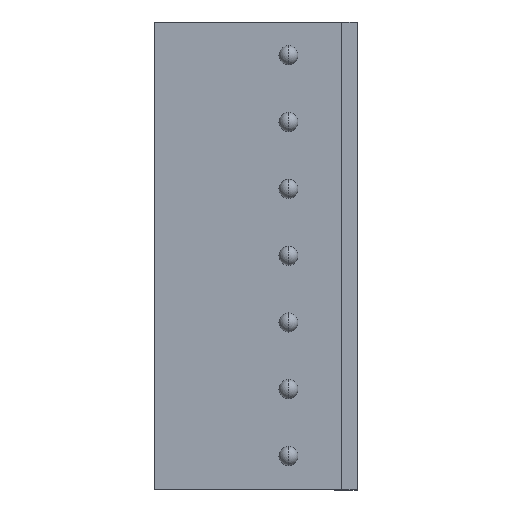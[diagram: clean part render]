
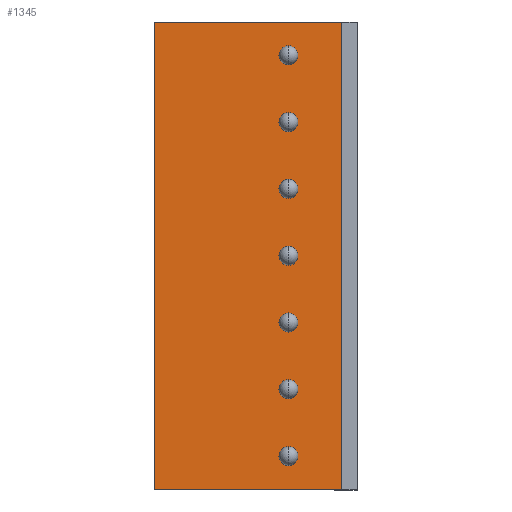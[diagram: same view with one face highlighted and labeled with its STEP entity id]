
A CAD part, top view. The second image highlights one B-rep face of the part: STEP entity #1345.
In plain terms, the highlighted planar face has unit normal (0, 0, 1).
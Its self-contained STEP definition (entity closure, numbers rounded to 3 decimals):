
#1=DIRECTION('',(1.,0.,0.));
#2=VECTOR('',#1,9.8);
#3=CARTESIAN_POINT('',(0.,0.,0.));
#4=LINE('',#3,#2);
#33=DIRECTION('',(0.,1.,0.));
#34=VECTOR('',#33,24.5);
#35=CARTESIAN_POINT('',(0.,0.,0.));
#36=LINE('',#35,#34);
#37=CARTESIAN_POINT('',(7.,22.75,0.));
#38=DIRECTION('',(0.,0.,1.));
#39=DIRECTION('',(0.,-1.,0.));
#40=AXIS2_PLACEMENT_3D('',#37,#38,#39);
#42=CARTESIAN_POINT('',(7.,22.75,0.));
#43=DIRECTION('',(0.,0.,1.));
#44=DIRECTION('',(0.,1.,0.));
#45=AXIS2_PLACEMENT_3D('',#42,#43,#44);
#47=CARTESIAN_POINT('',(7.,19.25,0.));
#48=DIRECTION('',(0.,0.,1.));
#49=DIRECTION('',(0.,-1.,0.));
#50=AXIS2_PLACEMENT_3D('',#47,#48,#49);
#52=CARTESIAN_POINT('',(7.,19.25,0.));
#53=DIRECTION('',(0.,0.,1.));
#54=DIRECTION('',(0.,1.,0.));
#55=AXIS2_PLACEMENT_3D('',#52,#53,#54);
#57=CARTESIAN_POINT('',(7.,15.75,0.));
#58=DIRECTION('',(0.,0.,1.));
#59=DIRECTION('',(0.,-1.,0.));
#60=AXIS2_PLACEMENT_3D('',#57,#58,#59);
#62=CARTESIAN_POINT('',(7.,15.75,0.));
#63=DIRECTION('',(0.,0.,1.));
#64=DIRECTION('',(0.,1.,0.));
#65=AXIS2_PLACEMENT_3D('',#62,#63,#64);
#67=CARTESIAN_POINT('',(7.,12.25,0.));
#68=DIRECTION('',(0.,0.,1.));
#69=DIRECTION('',(0.,-1.,0.));
#70=AXIS2_PLACEMENT_3D('',#67,#68,#69);
#72=CARTESIAN_POINT('',(7.,12.25,0.));
#73=DIRECTION('',(0.,0.,1.));
#74=DIRECTION('',(0.,1.,0.));
#75=AXIS2_PLACEMENT_3D('',#72,#73,#74);
#77=CARTESIAN_POINT('',(7.,8.75,0.));
#78=DIRECTION('',(0.,0.,1.));
#79=DIRECTION('',(0.,-1.,0.));
#80=AXIS2_PLACEMENT_3D('',#77,#78,#79);
#82=CARTESIAN_POINT('',(7.,8.75,0.));
#83=DIRECTION('',(0.,0.,1.));
#84=DIRECTION('',(0.,1.,0.));
#85=AXIS2_PLACEMENT_3D('',#82,#83,#84);
#87=CARTESIAN_POINT('',(7.,5.25,0.));
#88=DIRECTION('',(0.,0.,1.));
#89=DIRECTION('',(0.,-1.,0.));
#90=AXIS2_PLACEMENT_3D('',#87,#88,#89);
#92=CARTESIAN_POINT('',(7.,5.25,0.));
#93=DIRECTION('',(0.,0.,1.));
#94=DIRECTION('',(0.,1.,0.));
#95=AXIS2_PLACEMENT_3D('',#92,#93,#94);
#97=CARTESIAN_POINT('',(7.,1.75,0.));
#98=DIRECTION('',(0.,0.,1.));
#99=DIRECTION('',(0.,-1.,0.));
#100=AXIS2_PLACEMENT_3D('',#97,#98,#99);
#102=CARTESIAN_POINT('',(7.,1.75,0.));
#103=DIRECTION('',(0.,0.,1.));
#104=DIRECTION('',(0.,1.,0.));
#105=AXIS2_PLACEMENT_3D('',#102,#103,#104);
#897=DIRECTION('',(0.,1.,0.));
#898=VECTOR('',#897,24.5);
#899=CARTESIAN_POINT('',(9.8,0.,0.));
#900=LINE('',#899,#898);
#901=DIRECTION('',(1.,0.,0.));
#902=VECTOR('',#901,9.8);
#903=CARTESIAN_POINT('',(0.,24.5,0.));
#904=LINE('',#903,#902);
#981=CARTESIAN_POINT('',(0.,0.,0.));
#982=CARTESIAN_POINT('',(9.8,0.,0.));
#983=VERTEX_POINT('',#981);
#984=VERTEX_POINT('',#982);
#997=CARTESIAN_POINT('',(0.,24.5,0.));
#998=CARTESIAN_POINT('',(9.8,24.5,0.));
#999=VERTEX_POINT('',#997);
#1000=VERTEX_POINT('',#998);
#1013=CARTESIAN_POINT('',(7.,22.25,0.));
#1014=CARTESIAN_POINT('',(7.,23.25,0.));
#1015=VERTEX_POINT('',#1013);
#1016=VERTEX_POINT('',#1014);
#1033=CARTESIAN_POINT('',(7.,18.75,0.));
#1034=CARTESIAN_POINT('',(7.,19.75,0.));
#1035=VERTEX_POINT('',#1033);
#1036=VERTEX_POINT('',#1034);
#1053=CARTESIAN_POINT('',(7.,15.25,0.));
#1054=CARTESIAN_POINT('',(7.,16.25,0.));
#1055=VERTEX_POINT('',#1053);
#1056=VERTEX_POINT('',#1054);
#1073=CARTESIAN_POINT('',(7.,11.75,0.));
#1074=CARTESIAN_POINT('',(7.,12.75,0.));
#1075=VERTEX_POINT('',#1073);
#1076=VERTEX_POINT('',#1074);
#1093=CARTESIAN_POINT('',(7.,8.25,0.));
#1094=CARTESIAN_POINT('',(7.,9.25,0.));
#1095=VERTEX_POINT('',#1093);
#1096=VERTEX_POINT('',#1094);
#1113=CARTESIAN_POINT('',(7.,4.75,0.));
#1114=CARTESIAN_POINT('',(7.,5.75,0.));
#1115=VERTEX_POINT('',#1113);
#1116=VERTEX_POINT('',#1114);
#1133=CARTESIAN_POINT('',(7.,1.25,0.));
#1134=CARTESIAN_POINT('',(7.,2.25,0.));
#1135=VERTEX_POINT('',#1133);
#1136=VERTEX_POINT('',#1134);
#1289=CARTESIAN_POINT('',(0.,0.,0.));
#1290=DIRECTION('',(0.,0.,1.));
#1291=DIRECTION('',(1.,0.,0.));
#1292=AXIS2_PLACEMENT_3D('',#1289,#1290,#1291);
#1293=PLANE('',#1292);
#1294=ORIENTED_EDGE('',*,*,#1270,.F.);
#1296=ORIENTED_EDGE('',*,*,#1295,.T.);
#1298=ORIENTED_EDGE('',*,*,#1297,.T.);
#1300=ORIENTED_EDGE('',*,*,#1299,.F.);
#1301=EDGE_LOOP('',(#1294,#1296,#1298,#1300));
#1302=FACE_OUTER_BOUND('',#1301,.F.);
#1304=ORIENTED_EDGE('',*,*,#1303,.T.);
#1306=ORIENTED_EDGE('',*,*,#1305,.T.);
#1307=EDGE_LOOP('',(#1304,#1306));
#1308=FACE_BOUND('',#1307,.F.);
#1310=ORIENTED_EDGE('',*,*,#1309,.T.);
#1312=ORIENTED_EDGE('',*,*,#1311,.T.);
#1313=EDGE_LOOP('',(#1310,#1312));
#1314=FACE_BOUND('',#1313,.F.);
#1316=ORIENTED_EDGE('',*,*,#1315,.T.);
#1318=ORIENTED_EDGE('',*,*,#1317,.T.);
#1319=EDGE_LOOP('',(#1316,#1318));
#1320=FACE_BOUND('',#1319,.F.);
#1322=ORIENTED_EDGE('',*,*,#1321,.T.);
#1324=ORIENTED_EDGE('',*,*,#1323,.T.);
#1325=EDGE_LOOP('',(#1322,#1324));
#1326=FACE_BOUND('',#1325,.F.);
#1328=ORIENTED_EDGE('',*,*,#1327,.T.);
#1330=ORIENTED_EDGE('',*,*,#1329,.T.);
#1331=EDGE_LOOP('',(#1328,#1330));
#1332=FACE_BOUND('',#1331,.F.);
#1334=ORIENTED_EDGE('',*,*,#1333,.T.);
#1336=ORIENTED_EDGE('',*,*,#1335,.T.);
#1337=EDGE_LOOP('',(#1334,#1336));
#1338=FACE_BOUND('',#1337,.F.);
#1340=ORIENTED_EDGE('',*,*,#1339,.T.);
#1342=ORIENTED_EDGE('',*,*,#1341,.T.);
#1343=EDGE_LOOP('',(#1340,#1342));
#1344=FACE_BOUND('',#1343,.F.);
#1345=ADVANCED_FACE('',(#1302,#1308,#1314,#1320,#1326,#1332,#1338,#1344),#1293,
.T.);
#41=CIRCLE('',#40,0.5);
#46=CIRCLE('',#45,0.5);
#51=CIRCLE('',#50,0.5);
#56=CIRCLE('',#55,0.5);
#61=CIRCLE('',#60,0.5);
#66=CIRCLE('',#65,0.5);
#71=CIRCLE('',#70,0.5);
#76=CIRCLE('',#75,0.5);
#81=CIRCLE('',#80,0.5);
#86=CIRCLE('',#85,0.5);
#91=CIRCLE('',#90,0.5);
#96=CIRCLE('',#95,0.5);
#101=CIRCLE('',#100,0.5);
#106=CIRCLE('',#105,0.5);
#1270=EDGE_CURVE('',#983,#984,#4,.T.);
#1295=EDGE_CURVE('',#983,#999,#36,.T.);
#1297=EDGE_CURVE('',#999,#1000,#904,.T.);
#1299=EDGE_CURVE('',#984,#1000,#900,.T.);
#1303=EDGE_CURVE('',#1015,#1016,#41,.T.);
#1305=EDGE_CURVE('',#1016,#1015,#46,.T.);
#1309=EDGE_CURVE('',#1035,#1036,#51,.T.);
#1311=EDGE_CURVE('',#1036,#1035,#56,.T.);
#1315=EDGE_CURVE('',#1055,#1056,#61,.T.);
#1317=EDGE_CURVE('',#1056,#1055,#66,.T.);
#1321=EDGE_CURVE('',#1075,#1076,#71,.T.);
#1323=EDGE_CURVE('',#1076,#1075,#76,.T.);
#1327=EDGE_CURVE('',#1095,#1096,#81,.T.);
#1329=EDGE_CURVE('',#1096,#1095,#86,.T.);
#1333=EDGE_CURVE('',#1115,#1116,#91,.T.);
#1335=EDGE_CURVE('',#1116,#1115,#96,.T.);
#1339=EDGE_CURVE('',#1135,#1136,#101,.T.);
#1341=EDGE_CURVE('',#1136,#1135,#106,.T.);
